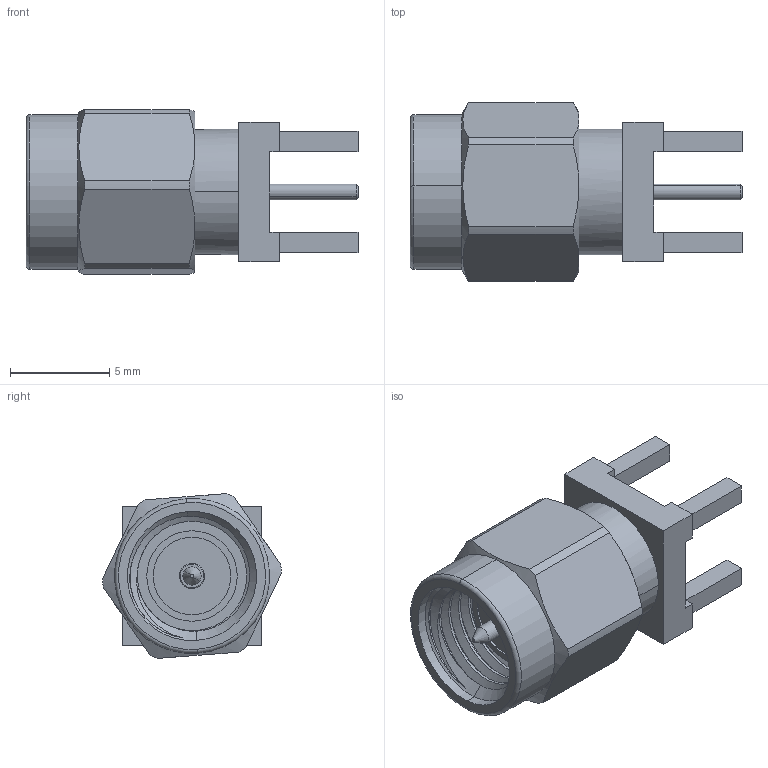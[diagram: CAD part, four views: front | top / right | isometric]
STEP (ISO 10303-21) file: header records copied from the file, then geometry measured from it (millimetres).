
FILE_DESCRIPTION (( 'STEP AP203' ), '1' );
FILE_NAME ('SMA-P-DIP-16.8-0.8.STEP', '2025-03-11T08:20:09', ( '' ), ( '' ), 'SwSTEP 2.0', 'SolidWorks 2022', '' );
FILE_SCHEMA (( 'CONFIG_CONTROL_DESIGN' ));
Length unit declared in the file: millimetre
Products named in the file (1): SMA-P-DIP-16.8-0.8
Bounding box: 16.7 x 9 x 8.29 mm (x, y, z)
Volume: 506.5 mm3; surface area: 723.4 mm2
Topology: 1 solids, 1 shells, 111 faces, 275 edges, 176 vertices
Faces by surface type: plane 46, cylinder 37, cone 23, bspline 3, torus 2
Entity records: 4250 total; most frequent: CARTESIAN_POINT 1589, ORIENTED_EDGE 550, DIRECTION 528, EDGE_CURVE 275, AXIS2_PLACEMENT_3D 193, VERTEX_POINT 176, VECTOR 142, LINE 142
